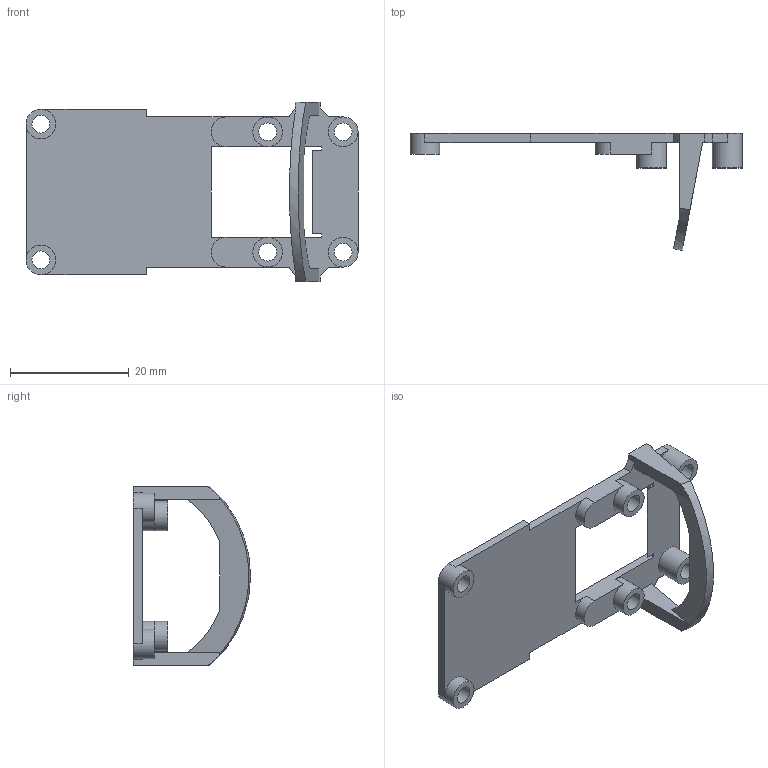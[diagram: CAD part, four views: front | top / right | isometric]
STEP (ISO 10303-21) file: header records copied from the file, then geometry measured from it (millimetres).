
FILE_DESCRIPTION(/* description */ (''),/* implementation_level */ '2;1');
FILE_NAME(/* name */ 'EyepieceCamBack 2.0 V1 v15.step',/* time_stamp */ '2025-09-29T15:55:16-04:00',/* author */ (''),/* organization */ (''),/* preprocessor_version */ 'ST-DEVELOPER v20.1',/* originating_system */ 'Autodesk Translation Framework v14.17.0.0',/* authorisation */ '');
FILE_SCHEMA (('AUTOMOTIVE_DESIGN { 1 0 10303 214 3 1 1 }'));
Length unit declared in the file: millimetre
Products named in the file (1): EyepieceCamBack 2.0 V1
Bounding box: 55.88 x 19.71 x 30.26 mm (x, y, z)
Volume: 2488.5 mm3; surface area: 3935.6 mm2
Topology: 1 solids, 1 shells, 61 faces, 184 edges, 122 vertices
Faces by surface type: plane 43, cylinder 18
Full cylindrical faces by diameter (mm): 3 x6, 5 x6
Entity records: 2135 total; most frequent: ORIENTED_EDGE 368, CARTESIAN_POINT 368, DIRECTION 356, EDGE_CURVE 184, LINE 136, VECTOR 136, VERTEX_POINT 122, AXIS2_PLACEMENT_3D 110
